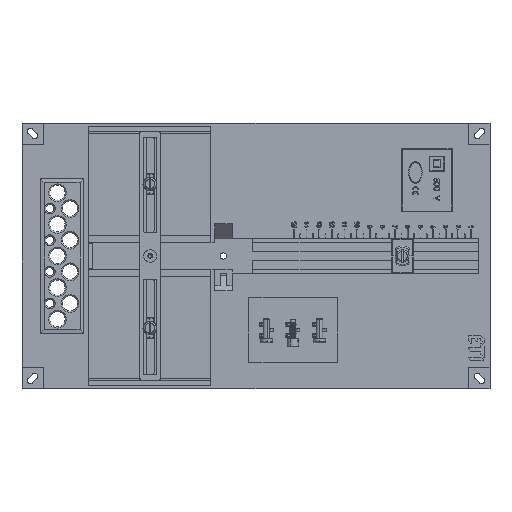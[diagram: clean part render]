
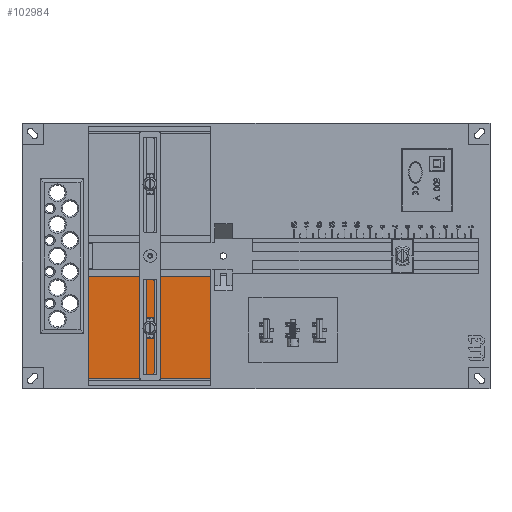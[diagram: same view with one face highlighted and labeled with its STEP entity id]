
A CAD part, top view. The second image highlights one B-rep face of the part: STEP entity #102984.
In plain terms, the highlighted planar face has unit normal (0, 0, 1).
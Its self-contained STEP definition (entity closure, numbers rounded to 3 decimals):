
#65860=DIRECTION('',(-1.,0.,0.));
#65861=VECTOR('',#65860,97.);
#65862=CARTESIAN_POINT('',(-35.6,-16.15,6.3));
#65863=LINE('',#65862,#65861);
#65867=DIRECTION('',(0.,1.,0.));
#65868=VECTOR('',#65867,80.85);
#65869=CARTESIAN_POINT('',(-35.6,-97.,6.3));
#65870=LINE('',#65869,#65868);
#65874=DIRECTION('',(1.,0.,0.));
#65875=VECTOR('',#65874,97.);
#65876=CARTESIAN_POINT('',(-132.6,-97.,6.3));
#65877=LINE('',#65876,#65875);
#65881=DIRECTION('',(0.,-1.,0.));
#65882=VECTOR('',#65881,80.85);
#65883=CARTESIAN_POINT('',(-132.6,-16.15,6.3));
#65884=LINE('',#65883,#65882);
#94561=CARTESIAN_POINT('',(-132.6,-16.15,6.3));
#94562=CARTESIAN_POINT('',(-132.6,-97.,6.3));
#94563=VERTEX_POINT('',#94561);
#94564=VERTEX_POINT('',#94562);
#97860=CARTESIAN_POINT('',(-35.6,-97.,6.3));
#97861=VERTEX_POINT('',#97860);
#98335=CARTESIAN_POINT('',(-35.6,-16.15,6.3));
#98336=VERTEX_POINT('',#98335);
#102972=CARTESIAN_POINT('',(-185.,-105.,6.3));
#102973=DIRECTION('',(0.,0.,1.));
#102974=DIRECTION('',(1.,0.,0.));
#102975=AXIS2_PLACEMENT_3D('',#102972,#102973,#102974);
#102976=PLANE('',#102975);
#102978=ORIENTED_EDGE('',*,*,#102977,.F.);
#102979=ORIENTED_EDGE('',*,*,#102818,.F.);
#102980=ORIENTED_EDGE('',*,*,#102959,.F.);
#102981=ORIENTED_EDGE('',*,*,#102687,.F.);
#102982=EDGE_LOOP('',(#102978,#102979,#102980,#102981));
#102983=FACE_OUTER_BOUND('',#102982,.F.);
#102687=EDGE_CURVE('',#94563,#94564,#65884,.T.);
#102818=EDGE_CURVE('',#97861,#98336,#65870,.T.);
#102959=EDGE_CURVE('',#94564,#97861,#65877,.T.);
#102977=EDGE_CURVE('',#98336,#94563,#65863,.T.);
#102984=ADVANCED_FACE('',(#102983),#102976,.T.);
